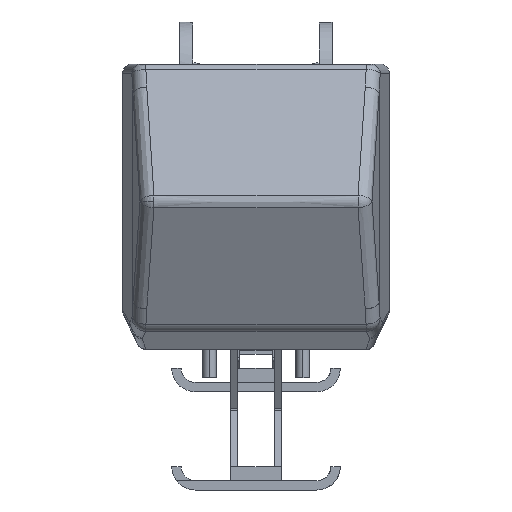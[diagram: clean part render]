
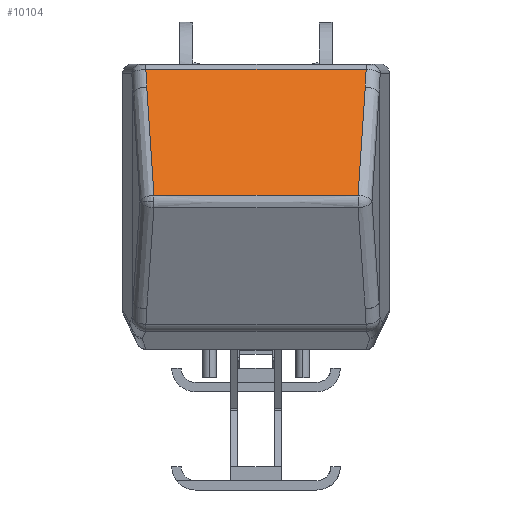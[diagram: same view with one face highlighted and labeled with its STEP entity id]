
A CAD part, left-side view. The second image highlights one B-rep face of the part: STEP entity #10104.
In plain terms, the highlighted planar face has unit normal (-0.903, 0, 0.43).
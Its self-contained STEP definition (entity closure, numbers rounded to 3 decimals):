
#54 = ORIENTED_EDGE ( 'NONE', *, *, #6525, .F. ) ;
#1540 = CARTESIAN_POINT ( 'NONE',  ( -17900.685, 1141.473, -1080.922 ) ) ;
#1736 = CARTESIAN_POINT ( 'NONE',  ( -17627.155, 1176.84, -506.978 ) ) ;
#2093 = VERTEX_POINT ( 'NONE', #19432 ) ;
#2219 = CARTESIAN_POINT ( 'NONE',  ( -17687.007, -1170.311, -632.566 ) ) ;
#2353 = CARTESIAN_POINT ( 'NONE',  ( -18268.189, 363.442, -1852.048 ) ) ;
#3365 = FACE_OUTER_BOUND ( 'NONE', #11888, .T. ) ;
#3623 = EDGE_CURVE ( 'NONE', #13395, #4518, #4753, .T. ) ;
#3837 = B_SPLINE_CURVE_WITH_KNOTS ( 'NONE', 3,
 ( #6458, #6588, #4496, #12807 ),
 .UNSPECIFIED., .F., .F.,
 ( 4, 4 ),
 ( 0., 1. ),
 .UNSPECIFIED. ) ;
#4341 = DIRECTION ( 'NONE',  ( 0.903, 0., -0.43 ) ) ;
#4496 = CARTESIAN_POINT ( 'NONE',  ( -17657.081, 1173.575, -569.772 ) ) ;
#4518 = VERTEX_POINT ( 'NONE', #17805 ) ;
#4753 = B_SPLINE_CURVE_WITH_KNOTS ( 'NONE', 3,
 ( #21754, #5175, #8834, #25952 ),
 .UNSPECIFIED., .F., .F.,
 ( 4, 4 ),
 ( 0., 1. ),
 .UNSPECIFIED. ) ;
#4822 = B_SPLINE_CURVE_WITH_KNOTS ( 'NONE', 3,
 ( #11370, #8714, #23707, #17807 ),
 .UNSPECIFIED., .F., .F.,
 ( 4, 4 ),
 ( 0., 1. ),
 .UNSPECIFIED. ) ;
#5175 = CARTESIAN_POINT ( 'NONE',  ( -17627.155, 392.28, -506.978 ) ) ;
#5469 = CARTESIAN_POINT ( 'NONE',  ( -18084.437, 1115.9, -1466.485 ) ) ;
#6350 = VERTEX_POINT ( 'NONE', #9559 ) ;
#6458 = CARTESIAN_POINT ( 'NONE',  ( -17716.934, 1167.047, -695.359 ) ) ;
#6525 = EDGE_CURVE ( 'NONE', #4518, #13828, #7991, .T. ) ;
#6588 = CARTESIAN_POINT ( 'NONE',  ( -17687.007, 1170.311, -632.566 ) ) ;
#7943 = ORIENTED_EDGE ( 'NONE', *, *, #13706, .F. ) ;
#7991 = B_SPLINE_CURVE_WITH_KNOTS ( 'NONE', 3,
 ( #21453, #13469, #2219, #21599 ),
 .UNSPECIFIED., .F., .F.,
 ( 4, 4 ),
 ( 0., 1. ),
 .UNSPECIFIED. ) ;
#8124 = CARTESIAN_POINT ( 'NONE',  ( -18268.189, 1090.327, -1852.048 ) ) ;
#8714 = CARTESIAN_POINT ( 'NONE',  ( -17900.685, -1141.473, -1080.922 ) ) ;
#8834 = CARTESIAN_POINT ( 'NONE',  ( -17627.155, -392.28, -506.978 ) ) ;
#8948 = CARTESIAN_POINT ( 'NONE',  ( -18268.189, -1090.327, -1852.048 ) ) ;
#9559 = CARTESIAN_POINT ( 'NONE',  ( -18268.189, 1090.327, -1852.048 ) ) ;
#9930 = VERTEX_POINT ( 'NONE', #11384 ) ;
#9983 = CARTESIAN_POINT ( 'NONE',  ( -17240.144, 0., 305.08 ) ) ;
#10104 = ADVANCED_FACE ( 'NONE', ( #3365 ), #13904, .F. ) ;
#10797 = CARTESIAN_POINT ( 'NONE',  ( -18268.189, 1090.327, -1852.048 ) ) ;
#11370 = CARTESIAN_POINT ( 'NONE',  ( -17716.934, -1167.047, -695.359 ) ) ;
#11384 = CARTESIAN_POINT ( 'NONE',  ( -18268.189, -1090.327, -1852.048 ) ) ;
#11888 = EDGE_LOOP ( 'NONE', ( #13228, #19362, #12139, #54, #13397, #7943 ) ) ;
#12139 = ORIENTED_EDGE ( 'NONE', *, *, #14649, .F. ) ;
#12807 = CARTESIAN_POINT ( 'NONE',  ( -17627.155, 1176.84, -506.978 ) ) ;
#13228 = ORIENTED_EDGE ( 'NONE', *, *, #16449, .F. ) ;
#13395 = VERTEX_POINT ( 'NONE', #1736 ) ;
#13397 = ORIENTED_EDGE ( 'NONE', *, *, #3623, .F. ) ;
#13469 = CARTESIAN_POINT ( 'NONE',  ( -17657.081, -1173.575, -569.772 ) ) ;
#13706 = EDGE_CURVE ( 'NONE', #2093, #13395, #3837, .T. ) ;
#13828 = VERTEX_POINT ( 'NONE', #23427 ) ;
#13904 = PLANE ( 'NONE',  #23897 ) ;
#14044 = CARTESIAN_POINT ( 'NONE',  ( -17716.934, 1167.047, -695.359 ) ) ;
#14649 = EDGE_CURVE ( 'NONE', #13828, #9930, #4822, .T. ) ;
#14794 = B_SPLINE_CURVE_WITH_KNOTS ( 'NONE', 3,
 ( #8124, #5469, #1540, #14044 ),
 .UNSPECIFIED., .F., .F.,
 ( 4, 4 ),
 ( 0., 1. ),
 .UNSPECIFIED. ) ;
#16449 = EDGE_CURVE ( 'NONE', #6350, #2093, #14794, .T. ) ;
#16701 = DIRECTION ( 'NONE',  ( 0., -1., 0. ) ) ;
#17805 = CARTESIAN_POINT ( 'NONE',  ( -17627.155, -1176.84, -506.978 ) ) ;
#17807 = CARTESIAN_POINT ( 'NONE',  ( -18268.189, -1090.327, -1852.048 ) ) ;
#19332 = CARTESIAN_POINT ( 'NONE',  ( -18268.189, -363.442, -1852.048 ) ) ;
#19362 = ORIENTED_EDGE ( 'NONE', *, *, #27028, .F. ) ;
#19432 = CARTESIAN_POINT ( 'NONE',  ( -17716.934, 1167.047, -695.359 ) ) ;
#21453 = CARTESIAN_POINT ( 'NONE',  ( -17627.155, -1176.84, -506.978 ) ) ;
#21599 = CARTESIAN_POINT ( 'NONE',  ( -17716.934, -1167.047, -695.359 ) ) ;
#21754 = CARTESIAN_POINT ( 'NONE',  ( -17627.155, 1176.84, -506.978 ) ) ;
#23427 = CARTESIAN_POINT ( 'NONE',  ( -17716.934, -1167.047, -695.359 ) ) ;
#23707 = CARTESIAN_POINT ( 'NONE',  ( -18084.437, -1115.9, -1466.485 ) ) ;
#23897 = AXIS2_PLACEMENT_3D ( 'NONE', #9983, #4341, #16701 ) ;
#24443 = B_SPLINE_CURVE_WITH_KNOTS ( 'NONE', 3,
 ( #8948, #19332, #2353, #10797 ),
 .UNSPECIFIED., .F., .F.,
 ( 4, 4 ),
 ( 0., 1. ),
 .UNSPECIFIED. ) ;
#25952 = CARTESIAN_POINT ( 'NONE',  ( -17627.155, -1176.84, -506.978 ) ) ;
#27028 = EDGE_CURVE ( 'NONE', #9930, #6350, #24443, .T. ) ;
